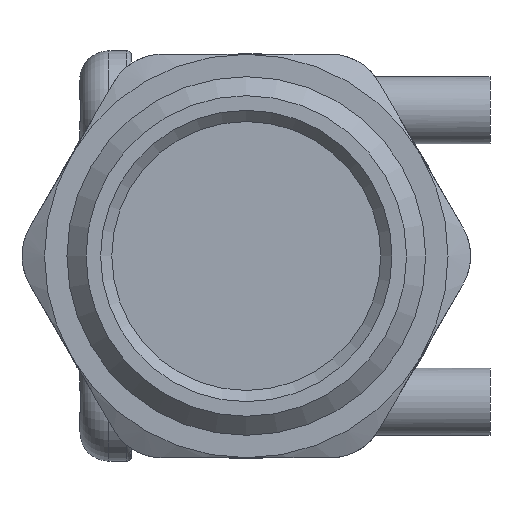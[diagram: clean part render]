
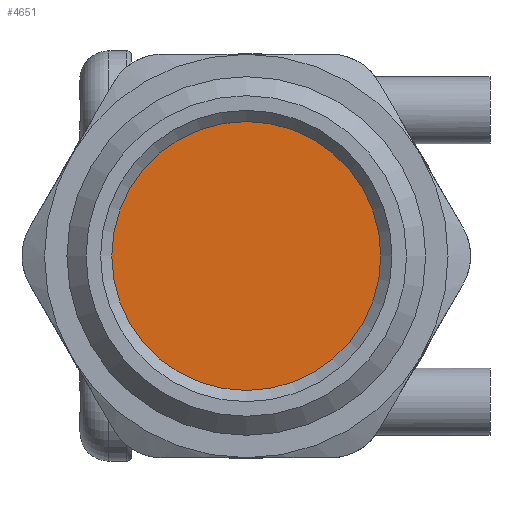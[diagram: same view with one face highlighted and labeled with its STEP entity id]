
A CAD part, front view. The second image highlights one B-rep face of the part: STEP entity #4651.
In plain terms, the highlighted planar face has unit normal (0, -1, 0).
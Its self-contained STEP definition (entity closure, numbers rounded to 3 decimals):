
#564=FACE_OUTER_BOUND('',#832,.T.);
#832=EDGE_LOOP('',(#3716));
#1081=CIRCLE('',#5049,6.);
#2003=VERTEX_POINT('',#7752);
#2609=EDGE_CURVE('',#2003,#2003,#1081,.T.);
#3716=ORIENTED_EDGE('',*,*,#2609,.F.);
#4486=PLANE('',#5048);
#4651=ADVANCED_FACE('',(#564),#4486,.T.);
#5048=AXIS2_PLACEMENT_3D('',#7751,#5943,#5944);
#5049=AXIS2_PLACEMENT_3D('',#7753,#5945,#5946);
#5943=DIRECTION('center_axis',(0.,-1.,0.));
#5944=DIRECTION('ref_axis',(0.,0.,-1.));
#5945=DIRECTION('center_axis',(0.,1.,0.));
#5946=DIRECTION('ref_axis',(-1.,0.,0.));
#7751=CARTESIAN_POINT('Origin',(1.15,-11.175,0.));
#7752=CARTESIAN_POINT('',(7.15,-11.175,0.));
#7753=CARTESIAN_POINT('Origin',(1.15,-11.175,0.));
